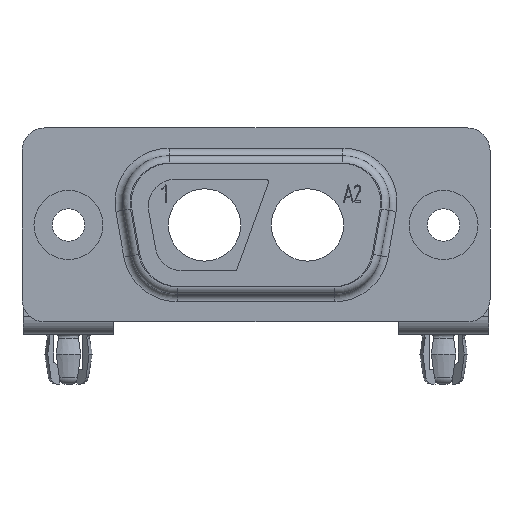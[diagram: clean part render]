
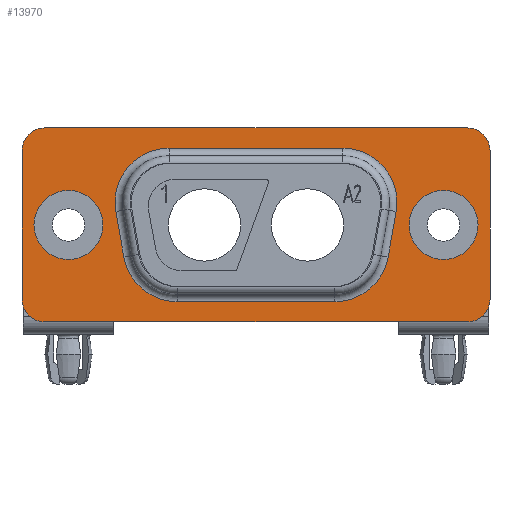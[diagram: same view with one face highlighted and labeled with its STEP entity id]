
A CAD part, front view. The second image highlights one B-rep face of the part: STEP entity #13970.
In plain terms, the highlighted face is planar.
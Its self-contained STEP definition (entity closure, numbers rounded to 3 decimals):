
#8550=CARTESIAN_POINT('',(-222.401,186.392,0.66));
#8560=VERTEX_POINT('',#8550);
#8590=CARTESIAN_POINT('',(-220.901,186.392,0.66));
#8600=DIRECTION('',(0.,0.,-1.));
#8610=DIRECTION('',(0.,-1.,0.));
#8620=AXIS2_PLACEMENT_3D('',#8590,#8600,#8610);
#8630=CIRCLE('',#8620,1.5);
#8640=CARTESIAN_POINT('',(-220.901,184.892,0.66));
#8650=VERTEX_POINT('',#8640);
#8660=EDGE_CURVE('',#8650,#8560,#8630,.T.);
#10630=CARTESIAN_POINT('',(-222.401,214.582,0.66));
#10640=VERTEX_POINT('',#10630);
#10670=CARTESIAN_POINT('',(-222.401,175.246,
0.66));
#10680=DIRECTION('',(0.,1.,0.));
#10690=VECTOR('',#10680,1.);
#10700=LINE('',#10670,#10690);
#10710=EDGE_CURVE('',#8560,#10640,#10700,.T.);
#10950=CARTESIAN_POINT('',(-194.125,184.892,
0.66));
#10960=DIRECTION('',(-1.,0.,0.));
#10970=VECTOR('',#10960,1.);
#10980=LINE('',#10950,#10970);
#10990=CARTESIAN_POINT('',(-210.971,184.892,0.66));
#11000=VERTEX_POINT('',#10990);
#11010=EDGE_CURVE('',#11000,#8650,#10980,.T.);
#12460=CARTESIAN_POINT('',(-228.883,159.179,0.66));
#12470=DIRECTION('',(0.,0.,1.));
#12480=DIRECTION('',(0.,1.,0.));
#12490=AXIS2_PLACEMENT_3D('',#12460,#12470,#12480);
#12500=PLANE('',#12490);
#12510=CARTESIAN_POINT('',(-215.936,212.987,0.66));
#12520=DIRECTION('',(0.,0.,1.));
#12530=DIRECTION('',(-1.,0.,0.));
#12540=AXIS2_PLACEMENT_3D('',#12510,#12520,#12530);
#12550=CIRCLE('',#12540,2.3);
#12560=CARTESIAN_POINT('',(-218.236,212.987,0.66));
#12570=VERTEX_POINT('',#12560);
#12580=CARTESIAN_POINT('',(-213.636,212.987,0.66));
#12590=VERTEX_POINT('',#12580);
#12600=EDGE_CURVE('',#12570,#12590,#12550,.T.);
#12610=ORIENTED_EDGE('',*,*,#12600,.F.);
#12620=EDGE_CURVE('',#12590,#12570,#12550,.T.);
#12630=ORIENTED_EDGE('',*,*,#12620,.F.);
#12640=EDGE_LOOP('',(#12630,#12610));
#12650=FACE_BOUND('',#12640,.T.);
#12660=CARTESIAN_POINT('',(-215.936,187.987,0.66));
#12670=DIRECTION('',(0.,0.,1.));
#12680=DIRECTION('',(-1.,0.,0.));
#12690=AXIS2_PLACEMENT_3D('',#12660,#12670,#12680);
#12700=CIRCLE('',#12690,2.3);
#12710=CARTESIAN_POINT('',(-218.236,187.987,0.66));
#12720=VERTEX_POINT('',#12710);
#12730=CARTESIAN_POINT('',(-213.636,187.987,0.66));
#12740=VERTEX_POINT('',#12730);
#12750=EDGE_CURVE('',#12720,#12740,#12700,.T.);
#12760=ORIENTED_EDGE('',*,*,#12750,.F.);
#12770=EDGE_CURVE('',#12740,#12720,#12700,.T.);
#12780=ORIENTED_EDGE('',*,*,#12770,.F.);
#12790=EDGE_LOOP('',(#12780,#12760));
#12800=FACE_BOUND('',#12790,.T.);
#12810=CARTESIAN_POINT('',(-217.451,195.227,
0.66));
#12820=DIRECTION('',(0.,0.,1.));
#12830=DIRECTION('',(0.,1.,0.));
#12840=AXIS2_PLACEMENT_3D('',#12810,#12820,#12830);
#12850=CIRCLE('',#12840,3.6);
#12860=CARTESIAN_POINT('',(-221.051,195.227,
0.66));
#12870=VERTEX_POINT('',#12860);
#12880=CARTESIAN_POINT('',(-218.076,191.681,
0.66));
#12890=VERTEX_POINT('',#12880);
#12900=EDGE_CURVE('',#12870,#12890,#12850,.T.);
#12910=ORIENTED_EDGE('',*,*,#12900,.F.);
#12920=CARTESIAN_POINT('',(-194.125,187.458,
0.66));
#12930=DIRECTION('',(-0.985,0.174,0.));
#12940=VECTOR('',#12930,1.);
#12950=LINE('',#12920,#12940);
#12960=CARTESIAN_POINT('',(-215.046,191.147,
0.66));
#12970=VERTEX_POINT('',#12960);
#12980=EDGE_CURVE('',#12970,#12890,#12950,.T.);
#12990=ORIENTED_EDGE('',*,*,#12980,.T.);
#13000=CARTESIAN_POINT('',(-214.421,194.692,0.66));
#13010=DIRECTION('',(0.,0.,1.));
#13020=DIRECTION('',(0.,1.,0.));
#13030=AXIS2_PLACEMENT_3D('',#13000,#13010,#13020);
#13040=CIRCLE('',#13030,3.6);
#13050=CARTESIAN_POINT('',(-210.821,194.692,0.66));
#13060=VERTEX_POINT('',#13050);
#13070=EDGE_CURVE('',#12970,#13060,#13040,.T.);
#13080=ORIENTED_EDGE('',*,*,#13070,.F.);
#13090=CARTESIAN_POINT('',(-210.821,175.246,
0.66));
#13100=DIRECTION('',(0.,-1.,0.));
#13110=VECTOR('',#13100,1.);
#13120=LINE('',#13090,#13110);
#13130=CARTESIAN_POINT('',(-210.821,206.282,0.66));
#13140=VERTEX_POINT('',#13130);
#13150=EDGE_CURVE('',#13140,#13060,#13120,.T.);
#13160=ORIENTED_EDGE('',*,*,#13150,.T.);
#13170=CARTESIAN_POINT('',(-214.421,206.282,0.66));
#13180=DIRECTION('',(0.,0.,1.));
#13190=DIRECTION('',(0.,1.,0.));
#13200=AXIS2_PLACEMENT_3D('',#13170,#13180,#13190);
#13210=CIRCLE('',#13200,3.6);
#13220=CARTESIAN_POINT('',(-215.046,209.828,
0.66));
#13230=VERTEX_POINT('',#13220);
#13240=EDGE_CURVE('',#13140,#13230,#13210,.T.);
#13250=ORIENTED_EDGE('',*,*,#13240,.F.);
#13260=CARTESIAN_POINT('',(-194.125,213.516,
0.66));
#13270=DIRECTION('',(0.985,0.174,0.));
#13280=VECTOR('',#13270,1.);
#13290=LINE('',#13260,#13280);
#13300=CARTESIAN_POINT('',(-218.076,209.293,
0.66));
#13310=VERTEX_POINT('',#13300);
#13320=EDGE_CURVE('',#13310,#13230,#13290,.T.);
#13330=ORIENTED_EDGE('',*,*,#13320,.T.);
#13340=CARTESIAN_POINT('',(-217.451,205.748,
0.66));
#13350=DIRECTION('',(0.,0.,-1.));
#13360=DIRECTION('',(0.,-1.,0.));
#13370=AXIS2_PLACEMENT_3D('',#13340,#13350,#13360);
#13380=CIRCLE('',#13370,3.6);
#13390=CARTESIAN_POINT('',(-221.051,205.748,
0.66));
#13400=VERTEX_POINT('',#13390);
#13410=EDGE_CURVE('',#13400,#13310,#13380,.T.);
#13420=ORIENTED_EDGE('',*,*,#13410,.T.);
#13430=CARTESIAN_POINT('',(-221.051,175.246,
0.66));
#13440=DIRECTION('',(0.,1.,0.));
#13450=VECTOR('',#13440,1.);
#13460=LINE('',#13430,#13450);
#13470=EDGE_CURVE('',#12870,#13400,#13460,.T.);
#13480=ORIENTED_EDGE('',*,*,#13470,.T.);
#13490=EDGE_LOOP('',(#13480,#13420,#13330,#13250,#13160,#13080,#12990,
#12910));
#13500=FACE_BOUND('',#13490,.T.);
#13510=CARTESIAN_POINT('',(-210.971,186.392,0.66));
#13520=DIRECTION('',(0.,0.,1.));
#13530=DIRECTION('',(0.,1.,0.));
#13540=AXIS2_PLACEMENT_3D('',#13510,#13520,#13530);
#13550=CIRCLE('',#13540,1.5);
#13560=CARTESIAN_POINT('',(-209.471,186.392,0.66));
#13570=VERTEX_POINT('',#13560);
#13580=EDGE_CURVE('',#11000,#13570,#13550,.T.);
#13590=ORIENTED_EDGE('',*,*,#13580,.T.);
#13600=ORIENTED_EDGE('',*,*,#11010,.F.);
#13610=ORIENTED_EDGE('',*,*,#8660,.F.);
#13620=ORIENTED_EDGE('',*,*,#10710,.F.);
#13630=CARTESIAN_POINT('',(-220.901,214.582,0.66));
#13640=DIRECTION('',(0.,0.,1.));
#13650=DIRECTION('',(1.,0.,0.));
#13660=AXIS2_PLACEMENT_3D('',#13630,#13640,#13650);
#13670=CIRCLE('',#13660,1.5);
#13680=CARTESIAN_POINT('',(-220.901,216.082,0.66));
#13690=VERTEX_POINT('',#13680);
#13700=EDGE_CURVE('',#13690,#10640,#13670,.T.);
#13710=ORIENTED_EDGE('',*,*,#13700,.T.);
#13720=CARTESIAN_POINT('',(-194.125,216.082,
0.66));
#13730=DIRECTION('',(1.,0.,0.));
#13740=VECTOR('',#13730,1.);
#13750=LINE('',#13720,#13740);
#13760=CARTESIAN_POINT('',(-210.971,216.082,0.66));
#13770=VERTEX_POINT('',#13760);
#13780=EDGE_CURVE('',#13690,#13770,#13750,.T.);
#13790=ORIENTED_EDGE('',*,*,#13780,.F.);
#13800=CARTESIAN_POINT('',(-210.971,214.582,0.66));
#13810=DIRECTION('',(0.,0.,-1.));
#13820=DIRECTION('',(-1.,0.,0.));
#13830=AXIS2_PLACEMENT_3D('',#13800,#13810,#13820);
#13840=CIRCLE('',#13830,1.5);
#13850=CARTESIAN_POINT('',(-209.471,214.582,0.66));
#13860=VERTEX_POINT('',#13850);
#13870=EDGE_CURVE('',#13770,#13860,#13840,.T.);
#13880=ORIENTED_EDGE('',*,*,#13870,.F.);
#13890=CARTESIAN_POINT('',(-209.471,175.246,
0.66));
#13900=DIRECTION('',(0.,-1.,0.));
#13910=VECTOR('',#13900,1.);
#13920=LINE('',#13890,#13910);
#13930=EDGE_CURVE('',#13860,#13570,#13920,.T.);
#13940=ORIENTED_EDGE('',*,*,#13930,.F.);
#13950=EDGE_LOOP('',(#13940,#13880,#13790,#13710,#13620,#13610,#13600,
#13590));
#13960=FACE_OUTER_BOUND('',#13950,.T.);
#13970=ADVANCED_FACE('',(#12650,#12800,#13500,#13960),#12500,.T.);
